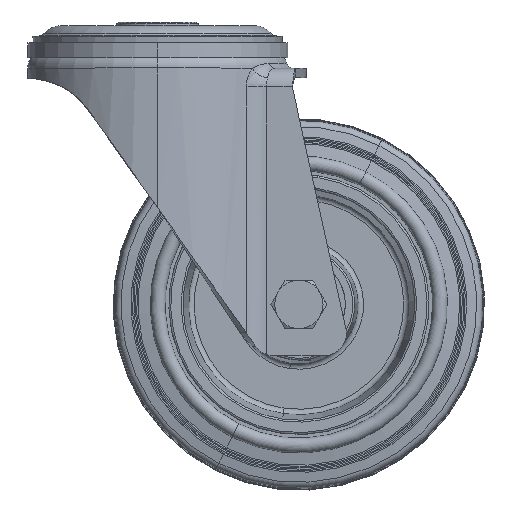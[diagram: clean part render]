
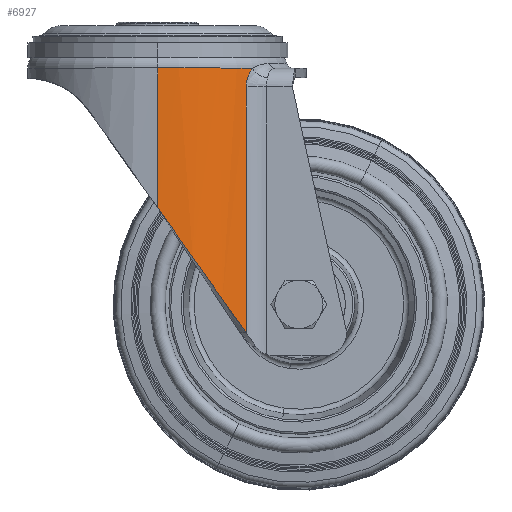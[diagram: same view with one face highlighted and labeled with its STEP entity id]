
A CAD part, top view. The second image highlights one B-rep face of the part: STEP entity #6927.
In plain terms, the highlighted cylindrical face has radius 35 mm (diameter 70 mm), a partial arc.
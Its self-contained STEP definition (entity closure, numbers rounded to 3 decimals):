
#59 = CARTESIAN_POINT ( 'NONE',  ( 23.86, -16.719, 25.607 ) ) ;
#161 = CARTESIAN_POINT ( 'NONE',  ( 24.13, -15.219, 25.352 ) ) ;
#298 = B_SPLINE_CURVE_WITH_KNOTS ( 'NONE', 3,
 ( #6766, #14096, #11140, #4196, #59, #12334, #1459, #8502, #10955, #13816, #6854, #4291, #1534, #18027, #7136, #161, #2667, #5772, #12432, #9747, #15384, #5489, #11051 ),
 .UNSPECIFIED., .F., .F.,
 ( 4, 2, 1, 1, 1, 1, 2, 2, 2, 1, 1, 1, 2, 2, 4 ),
 ( 0., 0.125, 0.187, 0.219, 0.234, 0.242, 0.246, 0.25, 0.375, 0.437, 0.469, 0.484, 0.492, 0.5, 1. ),
 .UNSPECIFIED. ) ;
#641 = CARTESIAN_POINT ( 'NONE',  ( 0., -12.414, 35. ) ) ;
#750 = AXIS2_PLACEMENT_3D ( 'NONE', #8199, #14988, #1234 ) ;
#896 = B_SPLINE_CURVE_WITH_KNOTS ( 'NONE', 3,
 ( #4962, #12166, #10525, #6518 ),
 .UNSPECIFIED., .F., .F.,
 ( 4, 4 ),
 ( 0., 1. ),
 .UNSPECIFIED. ) ;
#1166 = EDGE_CURVE ( 'NONE', #16068, #13203, #298, .T. ) ;
#1184 = EDGE_LOOP ( 'NONE', ( #6221, #9421, #7261, #15714, #10811 ) ) ;
#1234 = DIRECTION ( 'NONE',  ( 0.729, 0., 0.684 ) ) ;
#1459 = CARTESIAN_POINT ( 'NONE',  ( 23.886, -16.477, 25.582 ) ) ;
#1534 = CARTESIAN_POINT ( 'NONE',  ( 23.966, -15.929, 25.508 ) ) ;
#1806 = CARTESIAN_POINT ( 'NONE',  ( 25.531, -12.414, 23.941 ) ) ;
#2067 = CARTESIAN_POINT ( 'NONE',  ( 22.425, -81.679, 26.94 ) ) ;
#2142 = DIRECTION ( 'NONE',  ( 0., 1., 0. ) ) ;
#2606 = CARTESIAN_POINT ( 'NONE',  ( 1.231, -51.753, 34.999 ) ) ;
#2667 = CARTESIAN_POINT ( 'NONE',  ( 24.158, -15.122, 25.326 ) ) ;
#3595 = CARTESIAN_POINT ( 'NONE',  ( 15.649, -72.112, 31.382 ) ) ;
#4196 = CARTESIAN_POINT ( 'NONE',  ( 23.849, -16.857, 25.617 ) ) ;
#4291 = CARTESIAN_POINT ( 'NONE',  ( 23.927, -16.161, 25.544 ) ) ;
#4375 = CARTESIAN_POINT ( 'NONE',  ( 23.825, -83.656, 25.64 ) ) ;
#4962 = CARTESIAN_POINT ( 'NONE',  ( 23.825, -17.5, 25.639 ) ) ;
#5252 = EDGE_CURVE ( 'NONE', #13203, #12370, #7498, .T. ) ;
#5489 = CARTESIAN_POINT ( 'NONE',  ( 24.942, -13.153, 24.57 ) ) ;
#5772 = CARTESIAN_POINT ( 'NONE',  ( 24.17, -15.08, 25.314 ) ) ;
#6221 = ORIENTED_EDGE ( 'NONE', *, *, #7467, .F. ) ;
#6518 = CARTESIAN_POINT ( 'NONE',  ( 23.825, -83.656, 25.64 ) ) ;
#6585 = CYLINDRICAL_SURFACE ( 'NONE', #13047, 35. ) ;
#6711 = CARTESIAN_POINT ( 'NONE',  ( 4.867, -56.887, 34.682 ) ) ;
#6766 = CARTESIAN_POINT ( 'NONE',  ( 23.825, -17.5, 25.639 ) ) ;
#6854 = CARTESIAN_POINT ( 'NONE',  ( 23.895, -16.403, 25.574 ) ) ;
#6927 = ADVANCED_FACE ( 'NONE', ( #14656 ), #6585, .T. ) ;
#7136 = CARTESIAN_POINT ( 'NONE',  ( 24.078, -15.416, 25.402 ) ) ;
#7261 = ORIENTED_EDGE ( 'NONE', *, *, #8700, .F. ) ;
#7467 = EDGE_CURVE ( 'NONE', #11755, #12370, #9153, .T. ) ;
#7498 = CIRCLE ( 'NONE', #750, 35. ) ;
#8199 = CARTESIAN_POINT ( 'NONE',  ( 0., -12.414, 0. ) ) ;
#8248 = CARTESIAN_POINT ( 'NONE',  ( 11.614, -66.414, 33.037 ) ) ;
#8502 = CARTESIAN_POINT ( 'NONE',  ( 23.891, -16.436, 25.578 ) ) ;
#8700 = EDGE_CURVE ( 'NONE', #16068, #14528, #896, .T. ) ;
#9153 = LINE ( 'NONE', #14681, #13386 ) ;
#9421 = ORIENTED_EDGE ( 'NONE', *, *, #12938, .F. ) ;
#9599 = CARTESIAN_POINT ( 'NONE',  ( 9.46, -63.373, 33.716 ) ) ;
#9681 = CARTESIAN_POINT ( 'NONE',  ( 2.458, -53.485, 34.934 ) ) ;
#9747 = CARTESIAN_POINT ( 'NONE',  ( 24.182, -15.04, 25.303 ) ) ;
#10525 = CARTESIAN_POINT ( 'NONE',  ( 23.825, -61.604, 25.64 ) ) ;
#10811 = ORIENTED_EDGE ( 'NONE', *, *, #5252, .T. ) ;
#10955 = CARTESIAN_POINT ( 'NONE',  ( 23.893, -16.419, 25.576 ) ) ;
#11051 = CARTESIAN_POINT ( 'NONE',  ( 25.531, -12.414, 23.941 ) ) ;
#11075 = CARTESIAN_POINT ( 'NONE',  ( 0., -50.015, 35. ) ) ;
#11126 = CARTESIAN_POINT ( 'NONE',  ( 23.825, -17.5, 25.639 ) ) ;
#11140 = CARTESIAN_POINT ( 'NONE',  ( 23.831, -17.133, 25.634 ) ) ;
#11755 = VERTEX_POINT ( 'NONE', #12192 ) ;
#11805 = CARTESIAN_POINT ( 'NONE',  ( 20.875, -79.491, 28.166 ) ) ;
#12137 = DIRECTION ( 'NONE',  ( 0., 1., 0. ) ) ;
#12166 = CARTESIAN_POINT ( 'NONE',  ( 23.825, -39.552, 25.639 ) ) ;
#12192 = CARTESIAN_POINT ( 'NONE',  ( 0., -50.015, 35. ) ) ;
#12334 = CARTESIAN_POINT ( 'NONE',  ( 23.877, -16.558, 25.591 ) ) ;
#12355 = CARTESIAN_POINT ( 'NONE',  ( 6.047, -58.554, 34.494 ) ) ;
#12370 = VERTEX_POINT ( 'NONE', #641 ) ;
#12432 = CARTESIAN_POINT ( 'NONE',  ( 24.178, -15.052, 25.306 ) ) ;
#12938 = EDGE_CURVE ( 'NONE', #14528, #11755, #16410, .T. ) ;
#13047 = AXIS2_PLACEMENT_3D ( 'NONE', #13180, #12137, #13262 ) ;
#13180 = CARTESIAN_POINT ( 'NONE',  ( 0., -111.94, 0. ) ) ;
#13203 = VERTEX_POINT ( 'NONE', #1806 ) ;
#13262 = DIRECTION ( 'NONE',  ( 0., 0., -1. ) ) ;
#13386 = VECTOR ( 'NONE', #2142, 1000. ) ;
#13816 = CARTESIAN_POINT ( 'NONE',  ( 23.895, -16.407, 25.574 ) ) ;
#14096 = CARTESIAN_POINT ( 'NONE',  ( 23.825, -17.317, 25.639 ) ) ;
#14528 = VERTEX_POINT ( 'NONE', #4375 ) ;
#14656 = FACE_OUTER_BOUND ( 'NONE', #1184, .T. ) ;
#14681 = CARTESIAN_POINT ( 'NONE',  ( 0., -111.94, 35. ) ) ;
#14685 = CARTESIAN_POINT ( 'NONE',  ( 17.489, -74.71, 30.385 ) ) ;
#14988 = DIRECTION ( 'NONE',  ( 0., -1., 0. ) ) ;
#15384 = CARTESIAN_POINT ( 'NONE',  ( 24.483, -14.029, 25.015 ) ) ;
#15714 = ORIENTED_EDGE ( 'NONE', *, *, #1166, .T. ) ;
#15961 = CARTESIAN_POINT ( 'NONE',  ( 23.825, -83.656, 25.64 ) ) ;
#16068 = VERTEX_POINT ( 'NONE', #11126 ) ;
#16410 = B_SPLINE_CURVE_WITH_KNOTS ( 'NONE', 3,
 ( #15961, #2067, #11805, #14685, #3595, #17778, #8248, #9599, #17956, #12355, #6711, #9681, #2606, #11075 ),
 .UNSPECIFIED., .F., .F.,
 ( 4, 2, 2, 2, 2, 2, 4 ),
 ( 0., 0.25, 0.5, 0.625, 0.75, 0.875, 1. ),
 .UNSPECIFIED. ) ;
#17778 = CARTESIAN_POINT ( 'NONE',  ( 12.652, -67.88, 32.652 ) ) ;
#17956 = CARTESIAN_POINT ( 'NONE',  ( 8.344, -61.797, 34.011 ) ) ;
#18027 = CARTESIAN_POINT ( 'NONE',  ( 24.039, -15.586, 25.439 ) ) ;
